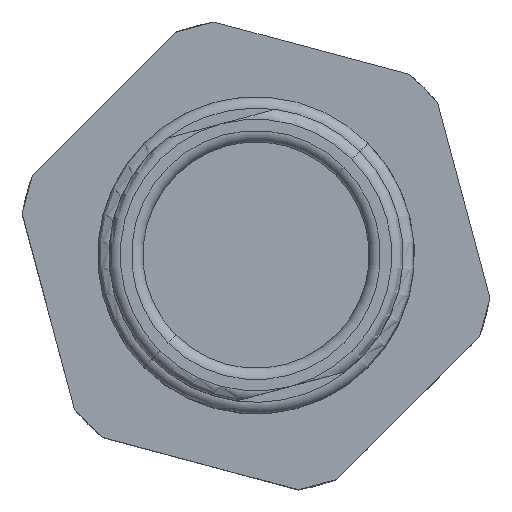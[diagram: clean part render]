
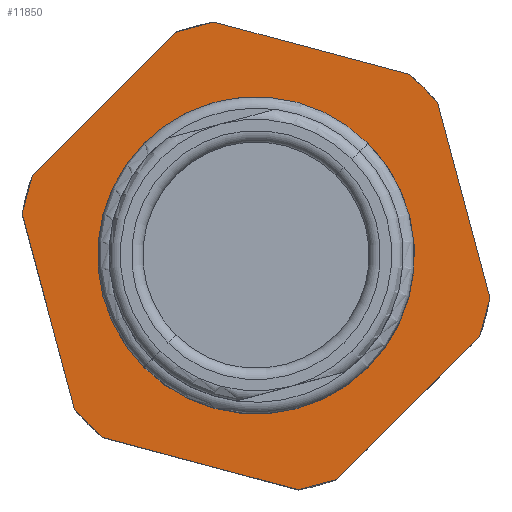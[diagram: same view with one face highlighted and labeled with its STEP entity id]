
A CAD part, top view. The second image highlights one B-rep face of the part: STEP entity #11850.
In plain terms, the highlighted planar face has unit normal (0, 0, 1).
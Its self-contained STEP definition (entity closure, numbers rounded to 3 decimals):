
#11630=AXIS2_PLACEMENT_3D('Circle Axis2P3D',#11628,#11629,$) ;
#11706=AXIS2_PLACEMENT_3D('Plane Axis2P3D',#11703,#11704,#11705) ;
#11588=CARTESIAN_POINT('Vertex',(6.091,6.091,20.2)) ;
#11595=CARTESIAN_POINT('Vertex',(14.576,14.576,20.2)) ;
#11599=CARTESIAN_POINT('Control Point',(6.091,6.091,20.2)) ;
#11600=CARTESIAN_POINT('Control Point',(5.425,6.758,20.2)) ;
#11601=CARTESIAN_POINT('Control Point',(4.889,7.555,20.2)) ;
#11602=CARTESIAN_POINT('Control Point',(4.519,8.449,20.2)) ;
#11603=CARTESIAN_POINT('Control Point',(4.149,10.334,20.2)) ;
#11604=CARTESIAN_POINT('Control Point',(4.519,12.219,20.2)) ;
#11605=CARTESIAN_POINT('Control Point',(4.889,13.113,20.2)) ;
#11606=CARTESIAN_POINT('Control Point',(5.96,14.707,20.2)) ;
#11607=CARTESIAN_POINT('Control Point',(7.555,15.778,20.2)) ;
#11608=CARTESIAN_POINT('Control Point',(8.449,16.149,20.2)) ;
#11609=CARTESIAN_POINT('Control Point',(10.334,16.519,20.2)) ;
#11610=CARTESIAN_POINT('Control Point',(12.219,16.149,20.2)) ;
#11611=CARTESIAN_POINT('Control Point',(13.113,15.778,20.2)) ;
#11612=CARTESIAN_POINT('Control Point',(13.91,15.243,20.2)) ;
#11613=CARTESIAN_POINT('Control Point',(14.576,14.576,20.2)) ;
#11628=CARTESIAN_POINT('Axis2P3D Location',(10.334,10.334,20.2)) ;
#11703=CARTESIAN_POINT('Axis2P3D Location',(17.758,17.758,20.2)) ;
#11709=CARTESIAN_POINT('Control Point',(6.779,20.214,20.2)) ;
#11710=CARTESIAN_POINT('Control Point',(7.109,20.332,20.2)) ;
#11711=CARTESIAN_POINT('Control Point',(7.444,20.437,20.2)) ;
#11712=CARTESIAN_POINT('Control Point',(7.784,20.529,20.2)) ;
#11713=CARTESIAN_POINT('Control Point',(8.127,20.605,20.2)) ;
#11714=CARTESIAN_POINT('Control Point',(8.473,20.668,20.2)) ;
#11715=CARTESIAN_POINT('Vertex',(6.779,20.214,20.2)) ;
#11717=CARTESIAN_POINT('Vertex',(8.473,20.668,20.2)) ;
#11720=CARTESIAN_POINT('Line Origine',(3.616,17.051,20.2)) ;
#11724=CARTESIAN_POINT('Vertex',(0.454,13.889,20.2)) ;
#11728=CARTESIAN_POINT('Control Point',(0.,12.195,20.2)) ;
#11729=CARTESIAN_POINT('Control Point',(0.062,12.54,20.2)) ;
#11730=CARTESIAN_POINT('Control Point',(0.139,12.883,20.2)) ;
#11731=CARTESIAN_POINT('Control Point',(0.23,13.223,20.2)) ;
#11732=CARTESIAN_POINT('Control Point',(0.335,13.559,20.2)) ;
#11733=CARTESIAN_POINT('Control Point',(0.454,13.889,20.2)) ;
#11734=CARTESIAN_POINT('Vertex',(0.,12.195,20.2)) ;
#11737=CARTESIAN_POINT('Line Origine',(1.157,7.875,20.2)) ;
#11741=CARTESIAN_POINT('Vertex',(2.315,3.555,20.2)) ;
#11745=CARTESIAN_POINT('Control Point',(2.909,2.909,20.2)) ;
#11746=CARTESIAN_POINT('Control Point',(2.785,3.033,20.2)) ;
#11747=CARTESIAN_POINT('Control Point',(2.663,3.16,20.2)) ;
#11748=CARTESIAN_POINT('Control Point',(2.544,3.29,20.2)) ;
#11749=CARTESIAN_POINT('Control Point',(2.428,3.421,20.2)) ;
#11750=CARTESIAN_POINT('Control Point',(2.315,3.555,20.2)) ;
#11751=CARTESIAN_POINT('Vertex',(2.909,2.909,20.2)) ;
#11755=CARTESIAN_POINT('Control Point',(3.555,2.315,20.2)) ;
#11756=CARTESIAN_POINT('Control Point',(3.421,2.428,20.2)) ;
#11757=CARTESIAN_POINT('Control Point',(3.29,2.544,20.2)) ;
#11758=CARTESIAN_POINT('Control Point',(3.16,2.663,20.2)) ;
#11759=CARTESIAN_POINT('Control Point',(3.033,2.785,20.2)) ;
#11760=CARTESIAN_POINT('Control Point',(2.909,2.909,20.2)) ;
#11761=CARTESIAN_POINT('Vertex',(3.555,2.315,20.2)) ;
#11764=CARTESIAN_POINT('Line Origine',(7.875,1.157,20.2)) ;
#11768=CARTESIAN_POINT('Vertex',(12.195,0.,20.2)) ;
#11772=CARTESIAN_POINT('Control Point',(13.889,0.454,20.2)) ;
#11773=CARTESIAN_POINT('Control Point',(13.559,0.335,20.2)) ;
#11774=CARTESIAN_POINT('Control Point',(13.223,0.23,20.2)) ;
#11775=CARTESIAN_POINT('Control Point',(12.883,0.139,20.2)) ;
#11776=CARTESIAN_POINT('Control Point',(12.54,0.062,20.2)) ;
#11777=CARTESIAN_POINT('Control Point',(12.195,0.,20.2)) ;
#11778=CARTESIAN_POINT('Vertex',(13.889,0.454,20.2)) ;
#11781=CARTESIAN_POINT('Line Origine',(17.051,3.616,20.2)) ;
#11785=CARTESIAN_POINT('Vertex',(20.214,6.779,20.2)) ;
#11789=CARTESIAN_POINT('Control Point',(20.668,8.473,20.2)) ;
#11790=CARTESIAN_POINT('Control Point',(20.605,8.127,20.2)) ;
#11791=CARTESIAN_POINT('Control Point',(20.529,7.784,20.2)) ;
#11792=CARTESIAN_POINT('Control Point',(20.437,7.444,20.2)) ;
#11793=CARTESIAN_POINT('Control Point',(20.332,7.109,20.2)) ;
#11794=CARTESIAN_POINT('Control Point',(20.214,6.779,20.2)) ;
#11795=CARTESIAN_POINT('Vertex',(20.668,8.473,20.2)) ;
#11798=CARTESIAN_POINT('Line Origine',(19.51,12.793,20.2)) ;
#11802=CARTESIAN_POINT('Vertex',(18.353,17.112,20.2)) ;
#11806=CARTESIAN_POINT('Control Point',(17.758,17.758,20.2)) ;
#11807=CARTESIAN_POINT('Control Point',(17.883,17.634,20.2)) ;
#11808=CARTESIAN_POINT('Control Point',(18.004,17.507,20.2)) ;
#11809=CARTESIAN_POINT('Control Point',(18.123,17.378,20.2)) ;
#11810=CARTESIAN_POINT('Control Point',(18.239,17.246,20.2)) ;
#11811=CARTESIAN_POINT('Control Point',(18.353,17.112,20.2)) ;
#11812=CARTESIAN_POINT('Vertex',(17.758,17.758,20.2)) ;
#11816=CARTESIAN_POINT('Control Point',(17.112,18.353,20.2)) ;
#11817=CARTESIAN_POINT('Control Point',(17.246,18.239,20.2)) ;
#11818=CARTESIAN_POINT('Control Point',(17.378,18.123,20.2)) ;
#11819=CARTESIAN_POINT('Control Point',(17.507,18.004,20.2)) ;
#11820=CARTESIAN_POINT('Control Point',(17.634,17.883,20.2)) ;
#11821=CARTESIAN_POINT('Control Point',(17.758,17.758,20.2)) ;
#11822=CARTESIAN_POINT('Vertex',(17.112,18.353,20.2)) ;
#11825=CARTESIAN_POINT('Line Origine',(12.793,19.51,20.2)) ;
#11629=DIRECTION('Axis2P3D Direction',(0.,0.,-1.)) ;
#11704=DIRECTION('Axis2P3D Direction',(0.,0.,1.)) ;
#11705=DIRECTION('Axis2P3D XDirection',(-0.707,-0.707,0.)) ;
#11721=DIRECTION('Vector Direction',(-0.707,-0.707,0.)) ;
#11738=DIRECTION('Vector Direction',(0.259,-0.966,0.)) ;
#11765=DIRECTION('Vector Direction',(0.966,-0.259,0.)) ;
#11782=DIRECTION('Vector Direction',(0.707,0.707,0.)) ;
#11799=DIRECTION('Vector Direction',(-0.259,0.966,0.)) ;
#11826=DIRECTION('Vector Direction',(-0.966,0.259,0.)) ;
#11722=VECTOR('Line Direction',#11721,1.) ;
#11739=VECTOR('Line Direction',#11738,1.) ;
#11766=VECTOR('Line Direction',#11765,1.) ;
#11783=VECTOR('Line Direction',#11782,1.) ;
#11800=VECTOR('Line Direction',#11799,1.) ;
#11827=VECTOR('Line Direction',#11826,1.) ;
#11831=ORIENTED_EDGE('',*,*,#11719,.F.) ;
#11832=ORIENTED_EDGE('',*,*,#11726,.T.) ;
#11833=ORIENTED_EDGE('',*,*,#11736,.F.) ;
#11834=ORIENTED_EDGE('',*,*,#11743,.T.) ;
#11835=ORIENTED_EDGE('',*,*,#11753,.F.) ;
#11836=ORIENTED_EDGE('',*,*,#11763,.F.) ;
#11837=ORIENTED_EDGE('',*,*,#11770,.T.) ;
#11838=ORIENTED_EDGE('',*,*,#11780,.F.) ;
#11839=ORIENTED_EDGE('',*,*,#11787,.T.) ;
#11840=ORIENTED_EDGE('',*,*,#11797,.F.) ;
#11841=ORIENTED_EDGE('',*,*,#11804,.T.) ;
#11842=ORIENTED_EDGE('',*,*,#11814,.F.) ;
#11843=ORIENTED_EDGE('',*,*,#11824,.F.) ;
#11844=ORIENTED_EDGE('',*,*,#11829,.T.) ;
#11847=ORIENTED_EDGE('',*,*,#11632,.T.) ;
#11848=ORIENTED_EDGE('',*,*,#11614,.T.) ;
#11849=FACE_BOUND('',#11846,.T.) ;
#11850=ADVANCED_FACE('HAUPTKRPER',(#11845,#11849),#11707,.T.) ;
#11598=B_SPLINE_CURVE_WITH_KNOTS('',5,(#11599,#11600,#11601,#11602,#11603,#11604,#11605,#11606,#11607,#11608,#11609,#11610,#11611,#11612,#11613),.UNSPECIFIED.,.F.,.U.,(6,3,3,3,6),(-9.425,-4.712,0.,4.712,9.425),.UNSPECIFIED.) ;
#11708=B_SPLINE_CURVE_WITH_KNOTS('',5,(#11709,#11710,#11711,#11712,#11713,#11714),.UNSPECIFIED.,.F.,.U.,(6,6),(0.,2.482),.UNSPECIFIED.) ;
#11727=B_SPLINE_CURVE_WITH_KNOTS('',5,(#11728,#11729,#11730,#11731,#11732,#11733),.UNSPECIFIED.,.F.,.U.,(6,6),(0.,2.482),.UNSPECIFIED.) ;
#11744=B_SPLINE_CURVE_WITH_KNOTS('',5,(#11745,#11746,#11747,#11748,#11749,#11750),.UNSPECIFIED.,.F.,.U.,(6,6),(1.241,2.482),.UNSPECIFIED.) ;
#11754=B_SPLINE_CURVE_WITH_KNOTS('',5,(#11755,#11756,#11757,#11758,#11759,#11760),.UNSPECIFIED.,.F.,.U.,(6,6),(0.,1.241),.UNSPECIFIED.) ;
#11771=B_SPLINE_CURVE_WITH_KNOTS('',5,(#11772,#11773,#11774,#11775,#11776,#11777),.UNSPECIFIED.,.F.,.U.,(6,6),(0.,2.482),.UNSPECIFIED.) ;
#11788=B_SPLINE_CURVE_WITH_KNOTS('',5,(#11789,#11790,#11791,#11792,#11793,#11794),.UNSPECIFIED.,.F.,.U.,(6,6),(0.,2.482),.UNSPECIFIED.) ;
#11805=B_SPLINE_CURVE_WITH_KNOTS('',5,(#11806,#11807,#11808,#11809,#11810,#11811),.UNSPECIFIED.,.F.,.U.,(6,6),(1.241,2.482),.UNSPECIFIED.) ;
#11815=B_SPLINE_CURVE_WITH_KNOTS('',5,(#11816,#11817,#11818,#11819,#11820,#11821),.UNSPECIFIED.,.F.,.U.,(6,6),(0.,1.241),.UNSPECIFIED.) ;
#11631=CIRCLE('generated circle',#11630,6.) ;
#11614=EDGE_CURVE('',#11589,#11596,#11598,.T.) ;
#11632=EDGE_CURVE('',#11596,#11589,#11631,.T.) ;
#11719=EDGE_CURVE('',#11716,#11718,#11708,.T.) ;
#11726=EDGE_CURVE('',#11716,#11725,#11723,.T.) ;
#11736=EDGE_CURVE('',#11735,#11725,#11727,.T.) ;
#11743=EDGE_CURVE('',#11735,#11742,#11740,.T.) ;
#11753=EDGE_CURVE('',#11752,#11742,#11744,.T.) ;
#11763=EDGE_CURVE('',#11762,#11752,#11754,.T.) ;
#11770=EDGE_CURVE('',#11762,#11769,#11767,.T.) ;
#11780=EDGE_CURVE('',#11779,#11769,#11771,.T.) ;
#11787=EDGE_CURVE('',#11779,#11786,#11784,.T.) ;
#11797=EDGE_CURVE('',#11796,#11786,#11788,.T.) ;
#11804=EDGE_CURVE('',#11796,#11803,#11801,.T.) ;
#11814=EDGE_CURVE('',#11813,#11803,#11805,.T.) ;
#11824=EDGE_CURVE('',#11823,#11813,#11815,.T.) ;
#11829=EDGE_CURVE('',#11823,#11718,#11828,.T.) ;
#11830=EDGE_LOOP('',(#11831,#11832,#11833,#11834,#11835,#11836,#11837,#11838,#11839,#11840,#11841,#11842,#11843,#11844)) ;
#11846=EDGE_LOOP('',(#11847,#11848)) ;
#11845=FACE_OUTER_BOUND('',#11830,.T.) ;
#11723=LINE('Line',#11720,#11722) ;
#11740=LINE('Line',#11737,#11739) ;
#11767=LINE('Line',#11764,#11766) ;
#11784=LINE('Line',#11781,#11783) ;
#11801=LINE('Line',#11798,#11800) ;
#11828=LINE('Line',#11825,#11827) ;
#11707=PLANE('',#11706) ;
#11589=VERTEX_POINT('',#11588) ;
#11596=VERTEX_POINT('',#11595) ;
#11716=VERTEX_POINT('',#11715) ;
#11718=VERTEX_POINT('',#11717) ;
#11725=VERTEX_POINT('',#11724) ;
#11735=VERTEX_POINT('',#11734) ;
#11742=VERTEX_POINT('',#11741) ;
#11752=VERTEX_POINT('',#11751) ;
#11762=VERTEX_POINT('',#11761) ;
#11769=VERTEX_POINT('',#11768) ;
#11779=VERTEX_POINT('',#11778) ;
#11786=VERTEX_POINT('',#11785) ;
#11796=VERTEX_POINT('',#11795) ;
#11803=VERTEX_POINT('',#11802) ;
#11813=VERTEX_POINT('',#11812) ;
#11823=VERTEX_POINT('',#11822) ;
